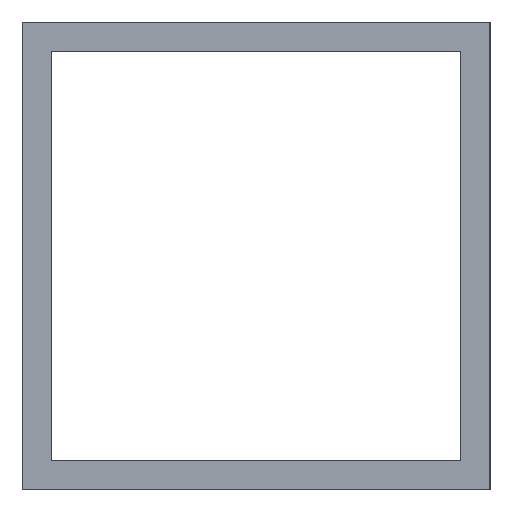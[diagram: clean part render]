
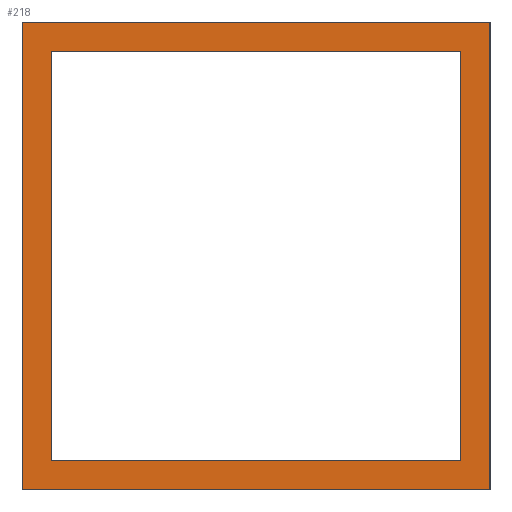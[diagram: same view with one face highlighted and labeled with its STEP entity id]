
A CAD part, left-side view. The second image highlights one B-rep face of the part: STEP entity #218.
In plain terms, the highlighted planar face has unit normal (-1, 0, 0).
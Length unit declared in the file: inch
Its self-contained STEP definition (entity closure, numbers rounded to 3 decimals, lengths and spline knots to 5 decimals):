
#1 = CARTESIAN_POINT ( 'NONE',  ( -23.5, 0., -0.4375 ) ) ;
#7 = DIRECTION ( 'NONE',  ( 0., 0., -1. ) ) ;
#9 = ORIENTED_EDGE ( 'NONE', *, *, #181, .F. ) ;
#10 = EDGE_CURVE ( 'NONE', #306, #261, #291, .T. ) ;
#12 = CARTESIAN_POINT ( 'NONE',  ( -23.5, 0.5, -0.5 ) ) ;
#15 = ORIENTED_EDGE ( 'NONE', *, *, #24, .T. ) ;
#24 = EDGE_CURVE ( 'NONE', #198, #177, #160, .T. ) ;
#36 = CARTESIAN_POINT ( 'NONE',  ( -23.5, 0.4375, -0.4375 ) ) ;
#39 = DIRECTION ( 'NONE',  ( 0., -1., 0. ) ) ;
#40 = VECTOR ( 'NONE', #132, 39.37008 ) ;
#42 = VERTEX_POINT ( 'NONE', #317 ) ;
#50 = VERTEX_POINT ( 'NONE', #106 ) ;
#51 = DIRECTION ( 'NONE',  ( 0., 0., 1. ) ) ;
#53 = VERTEX_POINT ( 'NONE', #207 ) ;
#55 = LINE ( 'NONE', #1, #238 ) ;
#67 = ORIENTED_EDGE ( 'NONE', *, *, #187, .T. ) ;
#70 = ORIENTED_EDGE ( 'NONE', *, *, #10, .F. ) ;
#71 = VERTEX_POINT ( 'NONE', #260 ) ;
#85 = VECTOR ( 'NONE', #51, 39.37008 ) ;
#106 = CARTESIAN_POINT ( 'NONE',  ( -23.5, -0.4375, -0.4375 ) ) ;
#109 = ORIENTED_EDGE ( 'NONE', *, *, #312, .T. ) ;
#117 = DIRECTION ( 'NONE',  ( 0., 0., -1. ) ) ;
#120 = CARTESIAN_POINT ( 'NONE',  ( -23.5, 0.5, 0.5 ) ) ;
#130 = CARTESIAN_POINT ( 'NONE',  ( -23.5, 0.4375, 0. ) ) ;
#132 = DIRECTION ( 'NONE',  ( 0., 1., 0. ) ) ;
#137 = PLANE ( 'NONE',  #287 ) ;
#145 = LINE ( 'NONE', #245, #266 ) ;
#160 = LINE ( 'NONE', #130, #85 ) ;
#166 = VECTOR ( 'NONE', #193, 39.37008 ) ;
#168 = LINE ( 'NONE', #275, #256 ) ;
#170 = EDGE_LOOP ( 'NONE', ( #67, #15, #109, #222 ) ) ;
#175 = EDGE_LOOP ( 'NONE', ( #70, #316, #9, #195 ) ) ;
#177 = VERTEX_POINT ( 'NONE', #267 ) ;
#181 = EDGE_CURVE ( 'NONE', #42, #53, #343, .T. ) ;
#187 = EDGE_CURVE ( 'NONE', #50, #198, #55, .T. ) ;
#189 = DIRECTION ( 'NONE',  ( 0., 1., 0. ) ) ;
#193 = DIRECTION ( 'NONE',  ( 0., 0., -1. ) ) ;
#195 = ORIENTED_EDGE ( 'NONE', *, *, #246, .F. ) ;
#197 = CARTESIAN_POINT ( 'NONE',  ( -23.5, -0.5, -0.5 ) ) ;
#198 = VERTEX_POINT ( 'NONE', #36 ) ;
#207 = CARTESIAN_POINT ( 'NONE',  ( -23.5, -0.5, 0.5 ) ) ;
#211 = FACE_OUTER_BOUND ( 'NONE', #175, .T. ) ;
#215 = FACE_BOUND ( 'NONE', #170, .T. ) ;
#217 = DIRECTION ( 'NONE',  ( 0., 0., 1. ) ) ;
#218 = ADVANCED_FACE ( 'NONE', ( #211, #215 ), #137, .F. ) ;
#222 = ORIENTED_EDGE ( 'NONE', *, *, #320, .T. ) ;
#235 = CARTESIAN_POINT ( 'NONE',  ( -23.5, -0.5, -0.5 ) ) ;
#238 = VECTOR ( 'NONE', #189, 39.37008 ) ;
#242 = DIRECTION ( 'NONE',  ( 1., 0., 0. ) ) ;
#245 = CARTESIAN_POINT ( 'NONE',  ( -23.5, -0.4375, 0. ) ) ;
#246 = EDGE_CURVE ( 'NONE', #261, #42, #282, .T. ) ;
#252 = CARTESIAN_POINT ( 'NONE',  ( -23.5, -0.5, 0.5 ) ) ;
#256 = VECTOR ( 'NONE', #39, 39.37008 ) ;
#258 = EDGE_CURVE ( 'NONE', #53, #306, #273, .T. ) ;
#260 = CARTESIAN_POINT ( 'NONE',  ( -23.5, -0.4375, 0.4375 ) ) ;
#261 = VERTEX_POINT ( 'NONE', #12 ) ;
#266 = VECTOR ( 'NONE', #7, 39.37008 ) ;
#267 = CARTESIAN_POINT ( 'NONE',  ( -23.5, 0.4375, 0.4375 ) ) ;
#271 = DIRECTION ( 'NONE',  ( 0., -1., 0. ) ) ;
#272 = VECTOR ( 'NONE', #271, 39.37008 ) ;
#273 = LINE ( 'NONE', #252, #166 ) ;
#275 = CARTESIAN_POINT ( 'NONE',  ( -23.5, 0., 0.4375 ) ) ;
#282 = LINE ( 'NONE', #120, #318 ) ;
#287 = AXIS2_PLACEMENT_3D ( 'NONE', #319, #242, #117 ) ;
#291 = LINE ( 'NONE', #235, #40 ) ;
#306 = VERTEX_POINT ( 'NONE', #197 ) ;
#312 = EDGE_CURVE ( 'NONE', #177, #71, #168, .T. ) ;
#316 = ORIENTED_EDGE ( 'NONE', *, *, #258, .F. ) ;
#317 = CARTESIAN_POINT ( 'NONE',  ( -23.5, 0.5, 0.5 ) ) ;
#318 = VECTOR ( 'NONE', #217, 39.37008 ) ;
#319 = CARTESIAN_POINT ( 'NONE',  ( -23.5, 0., 0. ) ) ;
#320 = EDGE_CURVE ( 'NONE', #71, #50, #145, .T. ) ;
#343 = LINE ( 'NONE', #347, #272 ) ;
#347 = CARTESIAN_POINT ( 'NONE',  ( -23.5, -0.5, 0.5 ) ) ;
